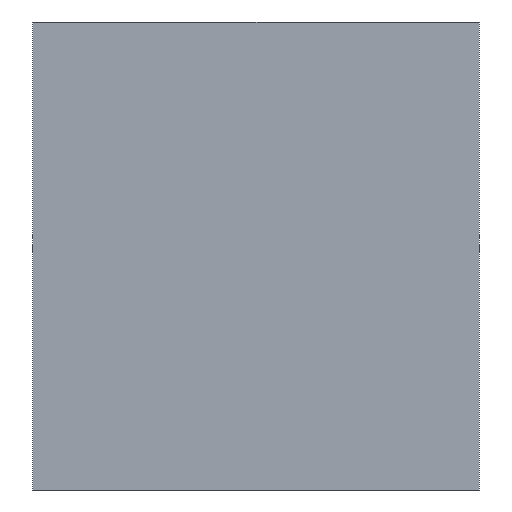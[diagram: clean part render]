
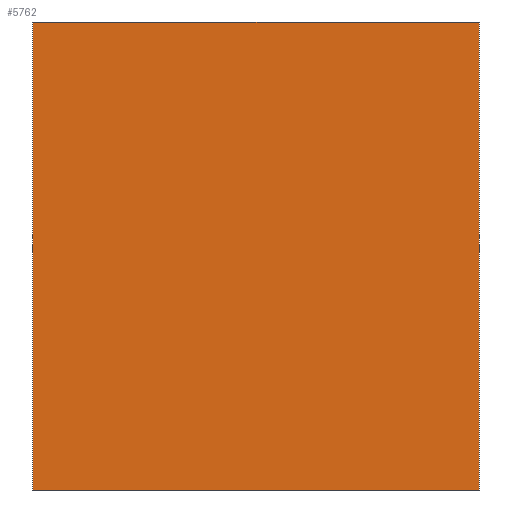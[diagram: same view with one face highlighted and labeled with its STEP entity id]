
A CAD part, left-side view. The second image highlights one B-rep face of the part: STEP entity #5762.
In plain terms, the highlighted planar face has unit normal (-1, 0, 0).
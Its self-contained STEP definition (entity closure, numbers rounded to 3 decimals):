
#282=PLANE('',#6278);
#562=FACE_OUTER_BOUND('',#885,.T.);
#885=EDGE_LOOP('',(#5380,#5381,#5382,#5383));
#1406=LINE('',#9388,#2027);
#1504=LINE('',#9573,#2125);
#1505=LINE('',#9576,#2126);
#1506=LINE('',#9577,#2127);
#2027=VECTOR('',#7649,10.);
#2125=VECTOR('',#7883,10.);
#2126=VECTOR('',#7886,10.);
#2127=VECTOR('',#7887,10.);
#2862=VERTEX_POINT('',#9385);
#2863=VERTEX_POINT('',#9387);
#2881=VERTEX_POINT('',#9569);
#2883=VERTEX_POINT('',#9575);
#3618=EDGE_CURVE('',#2862,#2863,#1406,.T.);
#3716=EDGE_CURVE('',#2881,#2863,#1504,.T.);
#3717=EDGE_CURVE('',#2883,#2881,#1505,.T.);
#3718=EDGE_CURVE('',#2883,#2862,#1506,.T.);
#5380=ORIENTED_EDGE('',*,*,#3717,.T.);
#5381=ORIENTED_EDGE('',*,*,#3716,.T.);
#5382=ORIENTED_EDGE('',*,*,#3618,.F.);
#5383=ORIENTED_EDGE('',*,*,#3718,.F.);
#5762=ADVANCED_FACE('',(#562),#282,.T.);
#6278=AXIS2_PLACEMENT_3D('',#9574,#7884,#7885);
#7649=DIRECTION('',(0.,-1.,0.));
#7883=DIRECTION('',(0.,0.,1.));
#7884=DIRECTION('center_axis',(-1.,0.,0.));
#7885=DIRECTION('ref_axis',(0.,-1.,0.));
#7886=DIRECTION('',(0.,-1.,0.));
#7887=DIRECTION('',(0.,0.,1.));
#9385=CARTESIAN_POINT('',(-110.,55.,115.25));
#9387=CARTESIAN_POINT('',(-110.,-55.,115.25));
#9388=CARTESIAN_POINT('',(-110.,55.,115.25));
#9569=CARTESIAN_POINT('',(-110.,-55.,0.));
#9573=CARTESIAN_POINT('',(-110.,-55.,0.));
#9574=CARTESIAN_POINT('Origin',(-110.,55.,0.));
#9575=CARTESIAN_POINT('',(-110.,55.,0.));
#9576=CARTESIAN_POINT('',(-110.,55.,0.));
#9577=CARTESIAN_POINT('',(-110.,55.,0.));
